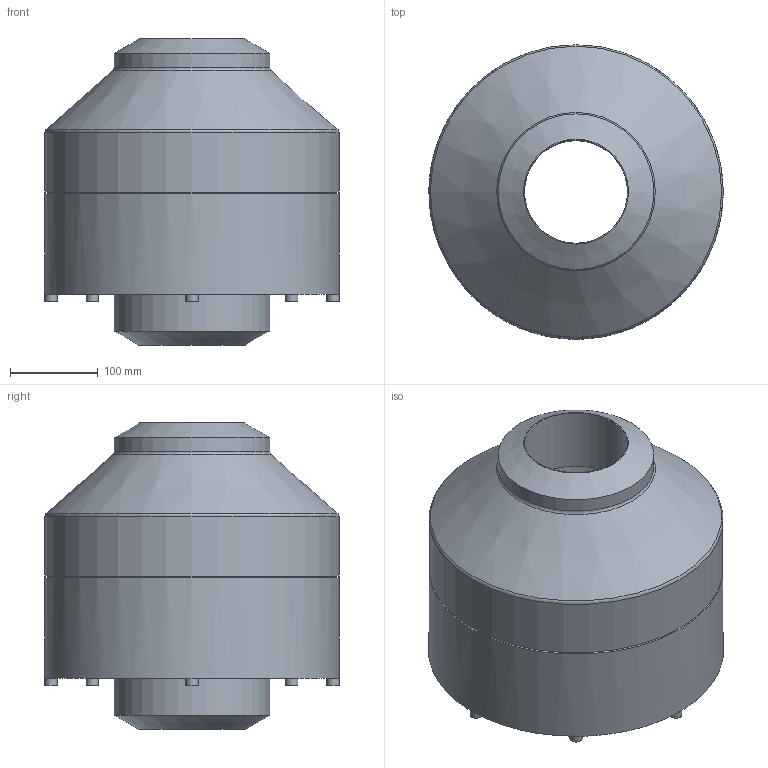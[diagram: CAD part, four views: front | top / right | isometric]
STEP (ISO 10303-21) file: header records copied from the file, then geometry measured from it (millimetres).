
FILE_DESCRIPTION(/* description */ ('STEP AP203'),/* implementation_level */ '2;1');
FILE_NAME(/* name */ 'Ball-Type Rotary Pipe Joint DKG 125 177.8x30(0)',/* time_stamp */ '2025-01-22T10:11:07+01:00',/* author */ ('License CC BY-ND 4.0'),/* organization */ ('CADENAS'),/* preprocessor_version */ 'ST-DEVELOPER v19.3',/* originating_system */ 'PARTsolutions',/* authorisation */ ' ');
FILE_SCHEMA (('CONFIG_CONTROL_DESIGN'));
Length unit declared in the file: millimetre
Products named in the file (1): Kugelrohrdrehgelenk DKG 125 177.8x30(0)
Bounding box: 336 x 336 x 350 mm (x, y, z)
Volume: 17311371.1 mm3; surface area: 642854.6 mm2
Topology: 1 solids, 1 shells, 93 faces, 221 edges, 141 vertices
Faces by surface type: plane 69, cylinder 15, cone 5, sphere 2, torus 2
Full cylindrical faces by diameter (mm): 14 x8, 117.8 x2, 177.8 x2, 330 x1, 336 x2
Entity records: 2480 total; most frequent: DIRECTION 420, CARTESIAN_POINT 414, ORIENTED_EDGE 376, EDGE_CURVE 188, LINE 144, VECTOR 144, AXIS2_PLACEMENT_3D 138, VERTEX_POINT 132
